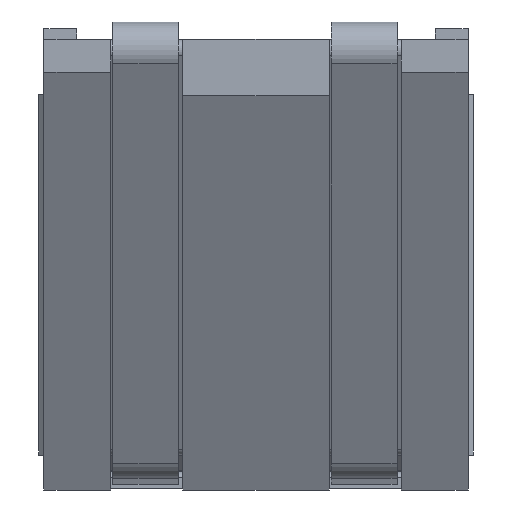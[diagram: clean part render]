
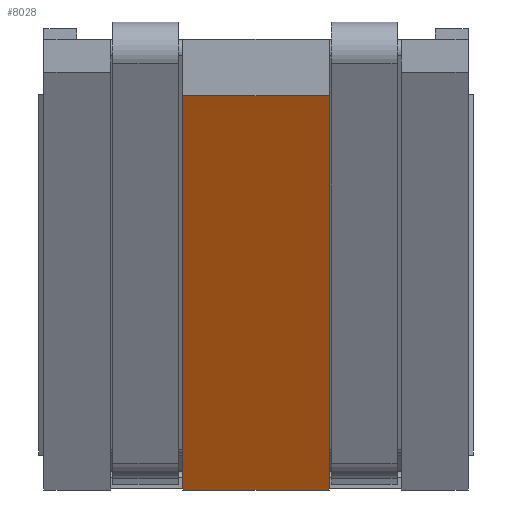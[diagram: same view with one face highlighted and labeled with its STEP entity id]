
A CAD part, front view. The second image highlights one B-rep face of the part: STEP entity #8028.
In plain terms, the highlighted planar face has unit normal (0, -0.883, -0.469).
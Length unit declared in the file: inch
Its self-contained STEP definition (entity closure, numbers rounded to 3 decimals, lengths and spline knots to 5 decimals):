
#2577=DIRECTION('',(-1.,0.,0.));
#2578=VECTOR('',#2577,0.067);
#2579=CARTESIAN_POINT('',(0.0335,-0.02311,0.));
#2580=LINE('',#2579,#2578);
#2581=DIRECTION('',(0.,0.469,-0.883));
#2582=VECTOR('',#2581,0.20426);
#2583=CARTESIAN_POINT('',(-0.0335,-0.119,0.18035));
#2584=LINE('',#2583,#2582);
#2585=DIRECTION('',(-1.,0.,0.));
#2586=VECTOR('',#2585,0.067);
#2587=CARTESIAN_POINT('',(0.0335,-0.119,0.18035));
#2588=LINE('',#2587,#2586);
#2589=DIRECTION('',(0.,-0.469,0.883));
#2590=VECTOR('',#2589,0.20426);
#2591=CARTESIAN_POINT('',(0.0335,-0.02311,0.));
#2592=LINE('',#2591,#2590);
#3572=CARTESIAN_POINT('',(0.0335,-0.119,0.18035));
#3573=CARTESIAN_POINT('',(-0.0335,-0.119,0.18035));
#3574=VERTEX_POINT('',#3572);
#3575=VERTEX_POINT('',#3573);
#3576=CARTESIAN_POINT('',(0.0335,-0.02311,0.));
#3577=CARTESIAN_POINT('',(-0.0335,-0.02311,0.));
#3578=VERTEX_POINT('',#3576);
#3579=VERTEX_POINT('',#3577);
#8017=CARTESIAN_POINT('',(-0.097,-0.12341,0.18865));
#8018=DIRECTION('',(0.,-0.883,-0.469));
#8019=DIRECTION('',(-1.,0.,0.));
#8020=AXIS2_PLACEMENT_3D('',#8017,#8018,#8019);
#8021=PLANE('',#8020);
#8022=ORIENTED_EDGE('',*,*,#5673,.T.);
#8023=ORIENTED_EDGE('',*,*,#8010,.F.);
#8024=ORIENTED_EDGE('',*,*,#5742,.F.);
#8025=ORIENTED_EDGE('',*,*,#5621,.F.);
#8026=EDGE_LOOP('',(#8022,#8023,#8024,#8025));
#8027=FACE_OUTER_BOUND('',#8026,.F.);
#8028=ADVANCED_FACE('',(#8027),#8021,.T.);
#5621=EDGE_CURVE('',#3578,#3574,#2592,.T.);
#5673=EDGE_CURVE('',#3578,#3579,#2580,.T.);
#5742=EDGE_CURVE('',#3574,#3575,#2588,.T.);
#8010=EDGE_CURVE('',#3575,#3579,#2584,.T.);
